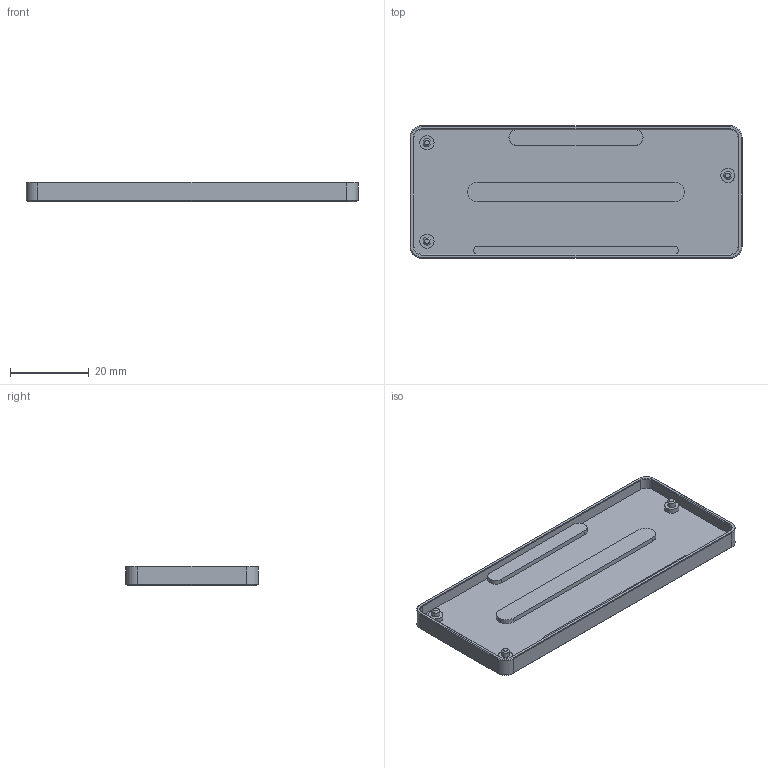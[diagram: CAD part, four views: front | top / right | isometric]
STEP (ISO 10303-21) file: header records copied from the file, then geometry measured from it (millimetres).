
FILE_DESCRIPTION(/* description */ (''),/* implementation_level */ '2;1');
FILE_NAME(/* name */ '',/* time_stamp */ '2025-10-11T23:38:47+09:00',/* author */ (''),/* organization */ (''),/* preprocessor_version */ 'ST-DEVELOPER v20.1',/* originating_system */ 'Autodesk Translation Framework v14.17.0.0',/* authorisation */ '');
FILE_SCHEMA (('AUTOMOTIVE_DESIGN { 1 0 10303 214 3 1 1 }'));
Length unit declared in the file: millimetre
Products named in the file (1): USBアイソレータケース
Bounding box: 84.2 x 33.6 x 5 mm (x, y, z)
Volume: 6954.1 mm3; surface area: 7587.4 mm2
Topology: 1 solids, 1 shells, 71 faces, 156 edges, 95 vertices
Faces by surface type: plane 36, cylinder 20, cone 15
Full cylindrical faces by diameter (mm): 2 x3, 3.6 x3
Entity records: 1962 total; most frequent: DIRECTION 355, CARTESIAN_POINT 323, ORIENTED_EDGE 312, EDGE_CURVE 156, AXIS2_PLACEMENT_3D 127, LINE 101, VECTOR 101, VERTEX_POINT 95
